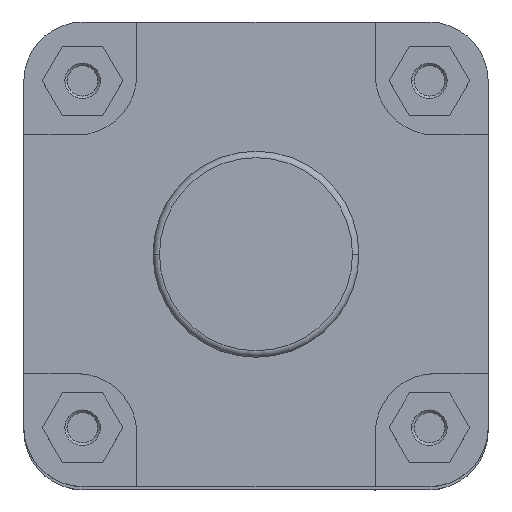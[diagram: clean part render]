
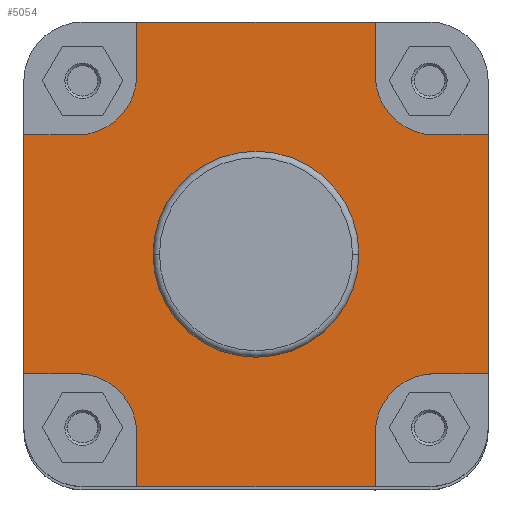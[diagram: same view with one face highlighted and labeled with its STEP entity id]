
A CAD part, top view. The second image highlights one B-rep face of the part: STEP entity #5054.
In plain terms, the highlighted planar face has unit normal (0, 0, 1).
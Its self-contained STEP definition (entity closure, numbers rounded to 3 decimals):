
#636 = CIRCLE ( 'NONE', #3023, 39.9 ) ;
#750 = LINE ( 'NONE', #1369, #751 ) ;
#751 = VECTOR ( 'NONE', #1370, 1000. ) ;
#753 = VECTOR ( 'NONE', #1377, 1000. ) ;
#754 = LINE ( 'NONE', #1363, #756 ) ;
#756 = VECTOR ( 'NONE', #1371, 1000. ) ;
#757 = LINE ( 'NONE', #1376, #753 ) ;
#758 = VECTOR ( 'NONE', #1381, 1000. ) ;
#759 = VECTOR ( 'NONE', #1389, 1000. ) ;
#760 = CIRCLE ( 'NONE', #3049, 39.9 ) ;
#762 = LINE ( 'NONE', #1375, #758 ) ;
#763 = CIRCLE ( 'NONE', #3047, 23. ) ;
#764 = LINE ( 'NONE', #1383, #765 ) ;
#765 = VECTOR ( 'NONE', #1384, 1000. ) ;
#766 = LINE ( 'NONE', #1388, #769 ) ;
#767 = LINE ( 'NONE', #1382, #759 ) ;
#768 = CIRCLE ( 'NONE', #3048, 23. ) ;
#769 = VECTOR ( 'NONE', #1390, 1000. ) ;
#770 = VECTOR ( 'NONE', #1398, 1000. ) ;
#771 = LINE ( 'NONE', #1392, #772 ) ;
#772 = VECTOR ( 'NONE', #1393, 1000. ) ;
#773 = LINE ( 'NONE', #1397, #776 ) ;
#774 = LINE ( 'NONE', #1391, #770 ) ;
#775 = CIRCLE ( 'NONE', #3052, 23. ) ;
#776 = VECTOR ( 'NONE', #1399, 1000. ) ;
#777 = VECTOR ( 'NONE', #1408, 1000. ) ;
#778 = LINE ( 'NONE', #1401, #779 ) ;
#779 = VECTOR ( 'NONE', #1402, 1000. ) ;
#782 = LINE ( 'NONE', #1400, #777 ) ;
#783 = CIRCLE ( 'NONE', #3053, 23. ) ;
#1363 = CARTESIAN_POINT ( 'NONE',  ( -46.25, -69.25, -10. ) ) ;
#1369 = CARTESIAN_POINT ( 'NONE',  ( -90., -46.25, -10. ) ) ;
#1370 = DIRECTION ( 'NONE',  ( -1., 0., 0. ) ) ;
#1371 = DIRECTION ( 'NONE',  ( 0., 1., 0. ) ) ;
#1372 = CARTESIAN_POINT ( 'NONE',  ( 0., 0., -10. ) ) ;
#1373 = DIRECTION ( 'NONE',  ( 0., 0., 1. ) ) ;
#1374 = DIRECTION ( 'NONE',  ( 1., 0., 0. ) ) ;
#1375 = CARTESIAN_POINT ( 'NONE',  ( 0., -90., -10. ) ) ;
#1376 = CARTESIAN_POINT ( 'NONE',  ( -90., -198.141, -10. ) ) ;
#1377 = DIRECTION ( 'NONE',  ( 0., -1., 0. ) ) ;
#1378 = CARTESIAN_POINT ( 'NONE',  ( -69.25, -69.25, -10. ) ) ;
#1379 = DIRECTION ( 'NONE',  ( 0., 0., 1. ) ) ;
#1380 = DIRECTION ( 'NONE',  ( -1., 0., 0. ) ) ;
#1381 = DIRECTION ( 'NONE',  ( 1., 0., 0. ) ) ;
#1382 = CARTESIAN_POINT ( 'NONE',  ( 69.25, -46.25, -10. ) ) ;
#1383 = CARTESIAN_POINT ( 'NONE',  ( 46.25, -90., -10. ) ) ;
#1384 = DIRECTION ( 'NONE',  ( 0., -1., 0. ) ) ;
#1385 = CARTESIAN_POINT ( 'NONE',  ( 69.25, -69.25, -10. ) ) ;
#1386 = DIRECTION ( 'NONE',  ( 0., 0., 1. ) ) ;
#1387 = DIRECTION ( 'NONE',  ( -1., 0., 0. ) ) ;
#1388 = CARTESIAN_POINT ( 'NONE',  ( 90., -198.141, -10. ) ) ;
#1389 = DIRECTION ( 'NONE',  ( -1., 0., 0. ) ) ;
#1390 = DIRECTION ( 'NONE',  ( 0., -1., 0. ) ) ;
#1391 = CARTESIAN_POINT ( 'NONE',  ( 46.25, 69.25, -10. ) ) ;
#1392 = CARTESIAN_POINT ( 'NONE',  ( 90., 46.25, -10. ) ) ;
#1393 = DIRECTION ( 'NONE',  ( 1., 0., 0. ) ) ;
#1394 = CARTESIAN_POINT ( 'NONE',  ( 69.25, 69.25, -10. ) ) ;
#1395 = DIRECTION ( 'NONE',  ( 0., 0., 1. ) ) ;
#1396 = DIRECTION ( 'NONE',  ( -1., 0., 0. ) ) ;
#1397 = CARTESIAN_POINT ( 'NONE',  ( 0., 90., -10. ) ) ;
#1398 = DIRECTION ( 'NONE',  ( 0., -1., 0. ) ) ;
#1399 = DIRECTION ( 'NONE',  ( 1., 0., 0. ) ) ;
#1400 = CARTESIAN_POINT ( 'NONE',  ( -69.25, 46.25, -10. ) ) ;
#1401 = CARTESIAN_POINT ( 'NONE',  ( -46.25, 90., -10. ) ) ;
#1402 = DIRECTION ( 'NONE',  ( 0., 1., 0. ) ) ;
#1403 = CARTESIAN_POINT ( 'NONE',  ( -69.25, 69.25, -10. ) ) ;
#1404 = DIRECTION ( 'NONE',  ( 0., 0., 1. ) ) ;
#1405 = DIRECTION ( 'NONE',  ( -1., 0., 0. ) ) ;
#1408 = DIRECTION ( 'NONE',  ( 1., 0., 0. ) ) ;
#2362 = CARTESIAN_POINT ( 'NONE',  ( -69.25, 46.25, -10. ) ) ;
#2363 = CARTESIAN_POINT ( 'NONE',  ( -46.25, 69.25, -10. ) ) ;
#2364 = CARTESIAN_POINT ( 'NONE',  ( -46.25, 90., -10. ) ) ;
#2365 = CARTESIAN_POINT ( 'NONE',  ( 46.25, 90., -10. ) ) ;
#2366 = CARTESIAN_POINT ( 'NONE',  ( 46.25, 69.25, -10. ) ) ;
#2367 = CARTESIAN_POINT ( 'NONE',  ( 69.25, 46.25, -10. ) ) ;
#2368 = CARTESIAN_POINT ( 'NONE',  ( 90., 46.25, -10. ) ) ;
#2369 = CARTESIAN_POINT ( 'NONE',  ( 90., -46.25, -10. ) ) ;
#2370 = CARTESIAN_POINT ( 'NONE',  ( 69.25, -46.25, -10. ) ) ;
#2371 = CARTESIAN_POINT ( 'NONE',  ( 46.25, -69.25, -10. ) ) ;
#2372 = CARTESIAN_POINT ( 'NONE',  ( 46.25, -90., -10. ) ) ;
#2373 = CARTESIAN_POINT ( 'NONE',  ( -46.25, -90., -10. ) ) ;
#2374 = CARTESIAN_POINT ( 'NONE',  ( -46.25, -69.25, -10. ) ) ;
#2375 = CARTESIAN_POINT ( 'NONE',  ( -69.25, -46.25, -10. ) ) ;
#2376 = CARTESIAN_POINT ( 'NONE',  ( -90., -46.25, -10. ) ) ;
#2377 = CARTESIAN_POINT ( 'NONE',  ( -90., 46.25, -10. ) ) ;
#2442 = CARTESIAN_POINT ( 'NONE',  ( -39.9, 0., -10. ) ) ;
#2443 = CARTESIAN_POINT ( 'NONE',  ( 39.9, 0., -10. ) ) ;
#2518 = EDGE_CURVE ( 'NONE', #3801, #3800, #636, .T. ) ;
#2590 = EDGE_CURVE ( 'NONE', #3733, #3734, #750, .T. ) ;
#2591 = EDGE_CURVE ( 'NONE', #3731, #3732, #754, .T. ) ;
#2592 = EDGE_CURVE ( 'NONE', #3800, #3801, #760, .T. ) ;
#2593 = EDGE_CURVE ( 'NONE', #3735, #3734, #757, .T. ) ;
#2594 = EDGE_CURVE ( 'NONE', #3732, #3733, #763, .T. ) ;
#2595 = EDGE_CURVE ( 'NONE', #3731, #3730, #762, .T. ) ;
#2596 = EDGE_CURVE ( 'NONE', #3729, #3730, #764, .T. ) ;
#2597 = EDGE_CURVE ( 'NONE', #3728, #3729, #768, .T. ) ;
#2598 = EDGE_CURVE ( 'NONE', #3727, #3728, #767, .T. ) ;
#2599 = EDGE_CURVE ( 'NONE', #3726, #3727, #766, .T. ) ;
#2600 = EDGE_CURVE ( 'NONE', #3725, #3726, #771, .T. ) ;
#2601 = EDGE_CURVE ( 'NONE', #3724, #3725, #775, .T. ) ;
#2602 = EDGE_CURVE ( 'NONE', #3723, #3724, #774, .T. ) ;
#2603 = EDGE_CURVE ( 'NONE', #3722, #3723, #773, .T. ) ;
#2605 = EDGE_CURVE ( 'NONE', #3721, #3722, #778, .T. ) ;
#2606 = EDGE_CURVE ( 'NONE', #3720, #3721, #783, .T. ) ;
#2607 = EDGE_CURVE ( 'NONE', #3735, #3720, #782, .T. ) ;
#3023 = AXIS2_PLACEMENT_3D ( 'NONE', #7135, #7185, #7182 ) ;
#3047 = AXIS2_PLACEMENT_3D ( 'NONE', #1378, #1379, #1380 ) ;
#3048 = AXIS2_PLACEMENT_3D ( 'NONE', #1385, #1386, #1387 ) ;
#3049 = AXIS2_PLACEMENT_3D ( 'NONE', #1372, #1373, #1374 ) ;
#3052 = AXIS2_PLACEMENT_3D ( 'NONE', #1394, #1395, #1396 ) ;
#3053 = AXIS2_PLACEMENT_3D ( 'NONE', #1403, #1404, #1405 ) ;
#3720 = VERTEX_POINT ( 'NONE', #2362 ) ;
#3721 = VERTEX_POINT ( 'NONE', #2363 ) ;
#3722 = VERTEX_POINT ( 'NONE', #2364 ) ;
#3723 = VERTEX_POINT ( 'NONE', #2365 ) ;
#3724 = VERTEX_POINT ( 'NONE', #2366 ) ;
#3725 = VERTEX_POINT ( 'NONE', #2367 ) ;
#3726 = VERTEX_POINT ( 'NONE', #2368 ) ;
#3727 = VERTEX_POINT ( 'NONE', #2369 ) ;
#3728 = VERTEX_POINT ( 'NONE', #2370 ) ;
#3729 = VERTEX_POINT ( 'NONE', #2371 ) ;
#3730 = VERTEX_POINT ( 'NONE', #2372 ) ;
#3731 = VERTEX_POINT ( 'NONE', #2373 ) ;
#3732 = VERTEX_POINT ( 'NONE', #2374 ) ;
#3733 = VERTEX_POINT ( 'NONE', #2375 ) ;
#3734 = VERTEX_POINT ( 'NONE', #2376 ) ;
#3735 = VERTEX_POINT ( 'NONE', #2377 ) ;
#3800 = VERTEX_POINT ( 'NONE', #2442 ) ;
#3801 = VERTEX_POINT ( 'NONE', #2443 ) ;
#4150 = AXIS2_PLACEMENT_3D ( 'NONE', #6959, #6961, #6962 ) ;
#4260 = ORIENTED_EDGE ( 'NONE', *, *, #2594, .F. ) ;
#4262 = ORIENTED_EDGE ( 'NONE', *, *, #2605, .F. ) ;
#4282 = ORIENTED_EDGE ( 'NONE', *, *, #2599, .F. ) ;
#4292 = ORIENTED_EDGE ( 'NONE', *, *, #2600, .F. ) ;
#4294 = ORIENTED_EDGE ( 'NONE', *, *, #2590, .F. ) ;
#4298 = ORIENTED_EDGE ( 'NONE', *, *, #2602, .F. ) ;
#4303 = ORIENTED_EDGE ( 'NONE', *, *, #2595, .T. ) ;
#4311 = ORIENTED_EDGE ( 'NONE', *, *, #2607, .F. ) ;
#4340 = ORIENTED_EDGE ( 'NONE', *, *, #2601, .F. ) ;
#4358 = ORIENTED_EDGE ( 'NONE', *, *, #2591, .F. ) ;
#4390 = ORIENTED_EDGE ( 'NONE', *, *, #2606, .F. ) ;
#4396 = ORIENTED_EDGE ( 'NONE', *, *, #2596, .F. ) ;
#4425 = ORIENTED_EDGE ( 'NONE', *, *, #2593, .T. ) ;
#4427 = ORIENTED_EDGE ( 'NONE', *, *, #2597, .F. ) ;
#4430 = ORIENTED_EDGE ( 'NONE', *, *, #2598, .F. ) ;
#4465 = ORIENTED_EDGE ( 'NONE', *, *, #2518, .F. ) ;
#4468 = ORIENTED_EDGE ( 'NONE', *, *, #2603, .F. ) ;
#4478 = ORIENTED_EDGE ( 'NONE', *, *, #2592, .F. ) ;
#4498 = EDGE_LOOP ( 'NONE', ( #4425, #4294, #4260, #4358, #4303, #4396, #4427, #4430, #4282, #4292, #4340, #4298, #4468, #4262, #4390, #4311 ) ) ;
#4553 = EDGE_LOOP ( 'NONE', ( #4465, #4478 ) ) ;
#5054 = ADVANCED_FACE ( 'NONE', ( #5751, #5754 ), #6960, .F. ) ;
#5751 = FACE_BOUND ( 'NONE', #4553, .T. ) ;
#5754 = FACE_OUTER_BOUND ( 'NONE', #4498, .T. ) ;
#6959 = CARTESIAN_POINT ( 'NONE',  ( 0., 39.9, -10. ) ) ;
#6960 = PLANE ( 'NONE',  #4150 ) ;
#6961 = DIRECTION ( 'NONE',  ( 0., 0., -1. ) ) ;
#6962 = DIRECTION ( 'NONE',  ( -1., 0., 0. ) ) ;
#7135 = CARTESIAN_POINT ( 'NONE',  ( 0., 0., -10. ) ) ;
#7182 = DIRECTION ( 'NONE',  ( 1., 0., 0. ) ) ;
#7185 = DIRECTION ( 'NONE',  ( 0., 0., 1. ) ) ;
